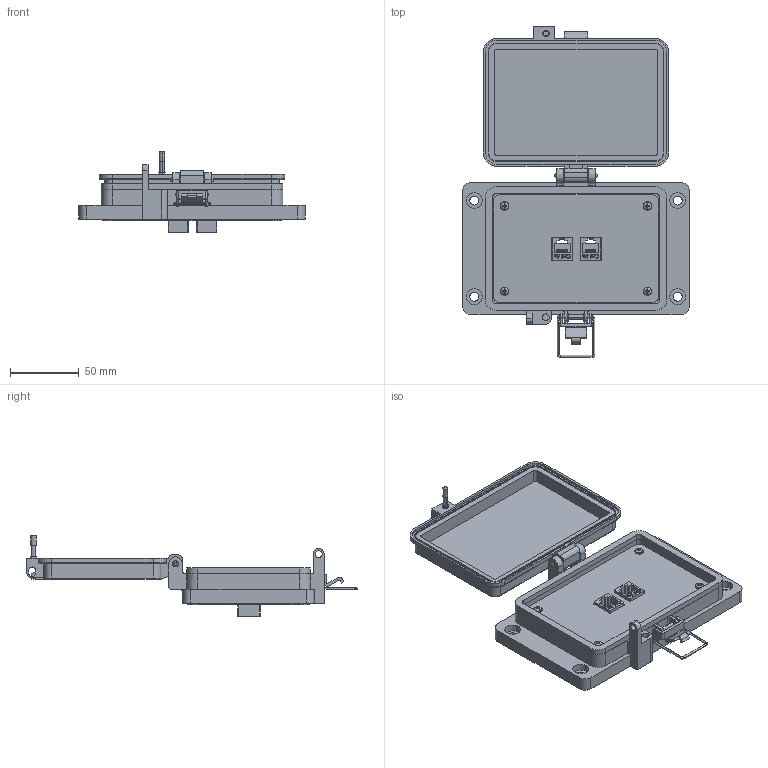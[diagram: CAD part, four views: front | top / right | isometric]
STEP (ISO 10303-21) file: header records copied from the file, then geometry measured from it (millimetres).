
FILE_DESCRIPTION (( 'STEP AP203' ), '1' );
FILE_NAME ('P-R2#2-M3RX_3D.STEP', '2022-08-31T19:10:57', ( '' ), ( '' ), 'SwSTEP 2.0', 'SolidWorks 2021', '' );
FILE_SCHEMA (( 'CONFIG_CONTROL_DESIGN' ));
Length unit declared in the file: millimetre
Products named in the file (10): P-R2#2-M3RX_BP180_1; P-R2#2-M3RX_FP060_1; Z-300-RJ45CAT5; P-R2#2-M3RX_TP060_1; P-R2#2-M3RX_3D; Z-000-4243316TFP; 92005A124_METRIC PAN HEAD PHILLIPS MACHINE SCREW_92005A124; -M3; R2; Z-H-M3_B
Assembly tree (16 placements, depth 3):
  P-R2#2-M3RX_3D
    -M3
      Z-H-M3_B
    P-R2#2-M3RX_BP180_1
    P-R2#2-M3RX_FP060_1
    P-R2#2-M3RX_TP060_1
    Z-000-4243316TFP  x4
    R2  x2
      Z-300-RJ45CAT5
    92005A124_METRIC PAN HEAD PHILLIPS MACHINE SCREW_92005A124  x4
Bounding box: 164.96 x 240.59 x 58.58 mm (x, y, z)
Volume: 233502.2 mm3; surface area: 142121.7 mm2
Topology: 23 solids, 23 shells, 2143 faces, 6010 edges, 3979 vertices
Faces by surface type: cylinder 912, plane 827, bspline 300, cone 80, torus 16, sphere 8
Entity records: 45733 total; most frequent: CARTESIAN_POINT 16904, ORIENTED_EDGE 6246, DIRECTION 5089, EDGE_CURVE 3123, VERTEX_POINT 2066, LINE 1815, VECTOR 1815, AXIS2_PLACEMENT_3D 1637
